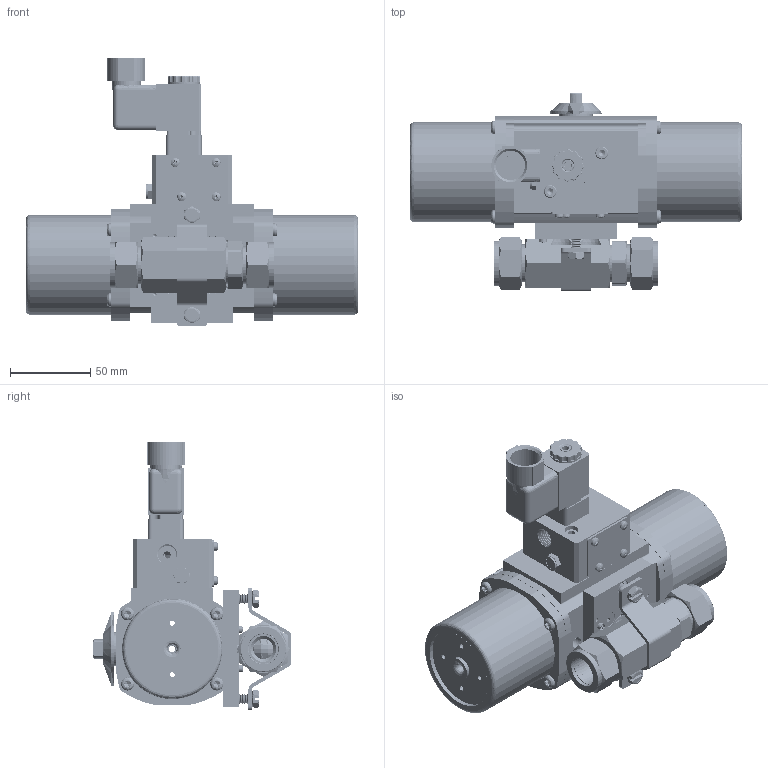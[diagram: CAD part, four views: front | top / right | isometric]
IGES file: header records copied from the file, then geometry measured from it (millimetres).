
Start section: SolidWorks IGES file using analytic representation for surfaces
Global section: file name: 8205XXC12A512SR3GPDC.igs; native system: SolidWorks 2017; preprocessor: SolidWorks 2017; author: ryanm; date: 180420.090254; units: inch
Bounding box: 206.38 x 123.57 x 166.88 mm (x, y, z)
Surface area: 258283.6 mm2 (no closed solid volume)
Topology: 0 solids, 0 shells, 5081 faces, 76157 edges, 76006 vertices
Faces by surface type: revolution 3911, bspline 1170
